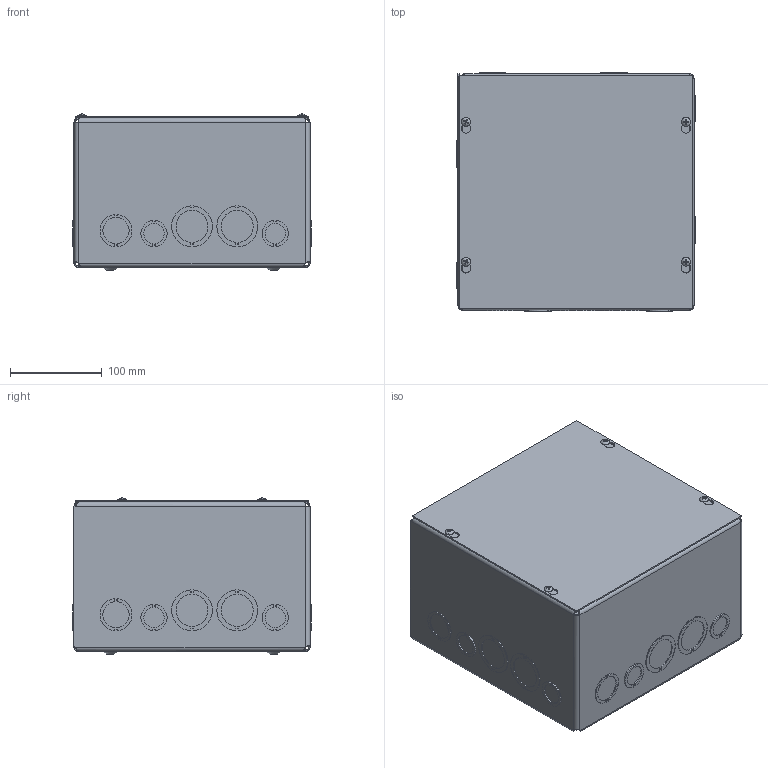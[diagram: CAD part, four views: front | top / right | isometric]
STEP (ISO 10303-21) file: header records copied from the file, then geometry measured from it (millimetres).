
FILE_DESCRIPTION(/* description */ ('BACKS - 10"X10"'),/* implementation_level */ '2;1');
FILE_NAME(/* name */ 'SC101006.stp',/* time_stamp */ '2014-12-09T20:50:47+05:00',/* author */ ('rsundaram'),/* organization */ (''),/* preprocessor_version */ 'ST-DEVELOPER v15.2',/* originating_system */ 'Autodesk Inventor 2014',/* authorisation */ '');
FILE_SCHEMA (('AUTOMOTIVE_DESIGN { 1 0 10303 214 3 1 1 }'));
Length unit declared in the file: inch
Products named in the file (5): SC1010BKP; SC101006WRA; SC1010LID; 34056; SC-assm
Bounding box: 260.32 x 260.32 x 170 mm (x, y, z)
Volume: 510699.8 mm3; surface area: 665492.4 mm2
Topology: 22 solids, 24 shells, 917 faces, 2255 edges, 1437 vertices
Faces by surface type: plane 572, cylinder 187, cone 48, bspline 46, torus 44, sphere 20
Full cylindrical faces by diameter (mm): 3.759 x4, 4.166 x4, 4.191 x1, 5.803 x1, 7.62 x4, 9.754 x4
Entity records: 25948 total; most frequent: CARTESIAN_POINT 5713, ORIENTED_EDGE 4084, DIRECTION 3779, EDGE_CURVE 1946, LINE 1475, VECTOR 1475, VERTEX_POINT 1266, AXIS2_PLACEMENT_3D 1152
